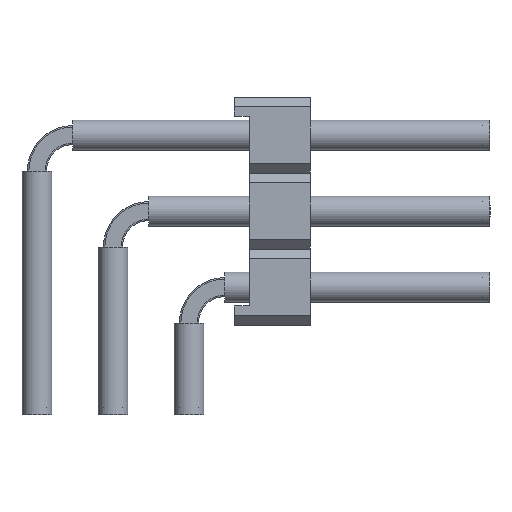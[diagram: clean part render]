
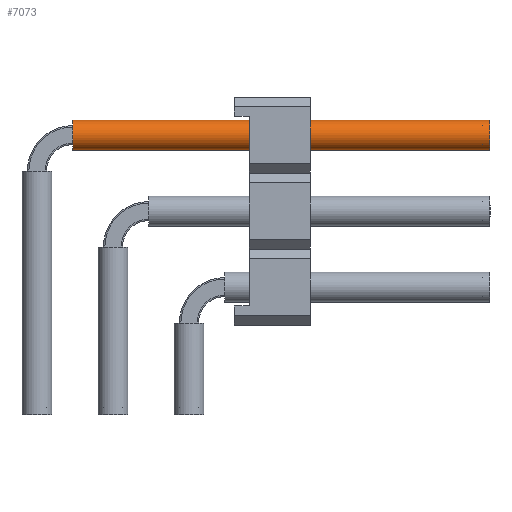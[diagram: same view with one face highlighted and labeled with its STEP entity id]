
A CAD part, left-side view. The second image highlights one B-rep face of the part: STEP entity #7073.
In plain terms, the highlighted cylindrical face has radius 0.5 mm (diameter 1 mm), a full revolution.
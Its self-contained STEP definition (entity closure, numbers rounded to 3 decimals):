
#3702=ORIENTED_EDGE('',*,*,#4792,.F.);
#3703=ORIENTED_EDGE('',*,*,#4793,.T.);
#4792=EDGE_CURVE('',#5492,#5492,#5776,.T.);
#4793=EDGE_CURVE('',#5493,#5493,#5777,.T.);
#5492=VERTEX_POINT('',#11836);
#5493=VERTEX_POINT('',#11838);
#5776=CIRCLE('',#7787,0.5);
#5777=CIRCLE('',#7788,0.5);
#6172=EDGE_LOOP('',(#3702));
#6173=EDGE_LOOP('',(#3703));
#6582=FACE_BOUND('',#6172,.T.);
#6583=FACE_BOUND('',#6173,.T.);
#6737=CYLINDRICAL_SURFACE('',#7786,0.5);
#7073=ADVANCED_FACE('',(#6582,#6583),#6737,.F.);
#7786=AXIS2_PLACEMENT_3D('',#11834,#9727,#9728);
#7787=AXIS2_PLACEMENT_3D('',#11835,#9729,#9730);
#7788=AXIS2_PLACEMENT_3D('',#11837,#9731,#9732);
#9727=DIRECTION('',(1.,0.,0.));
#9728=DIRECTION('',(0.,0.,-1.));
#9729=DIRECTION('',(-1.,0.,0.));
#9730=DIRECTION('',(0.,0.,1.));
#9731=DIRECTION('',(-1.,0.,0.));
#9732=DIRECTION('',(0.,0.,1.));
#11834=CARTESIAN_POINT('',(1.2,0.,9.35));
#11835=CARTESIAN_POINT('',(15.14,0.,9.35));
#11836=CARTESIAN_POINT('',(15.14,0.,9.85));
#11837=CARTESIAN_POINT('',(1.2,0.,9.35));
#11838=CARTESIAN_POINT('',(1.2,0.,9.85));
